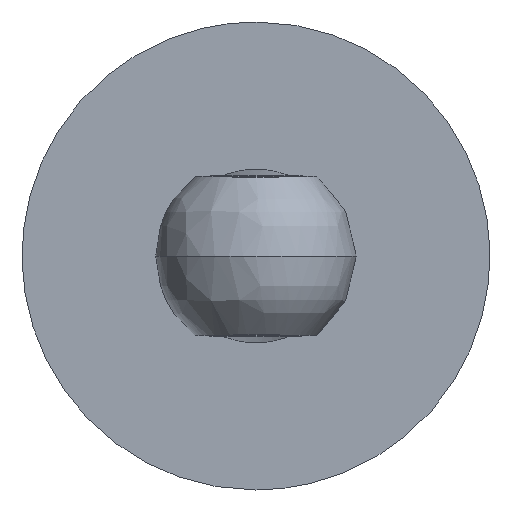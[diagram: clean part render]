
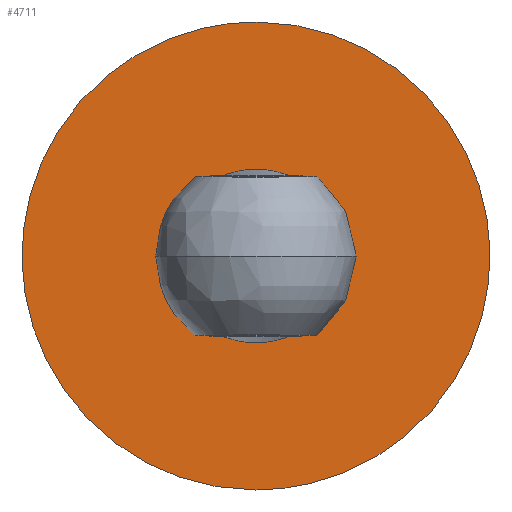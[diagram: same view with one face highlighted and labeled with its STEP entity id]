
A CAD part, front view. The second image highlights one B-rep face of the part: STEP entity #4711.
In plain terms, the highlighted free-form (B-spline) face has degree [1, 1] with [2, 2] control points.
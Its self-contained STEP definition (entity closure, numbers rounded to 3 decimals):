
#1030 = VERTEX_POINT('',#1031);
#1031 = CARTESIAN_POINT('',(13.962,0.,
    0.));
#1036 = EDGE_CURVE('',#1037,#1030,#1039,.T.);
#1037 = VERTEX_POINT('',#1038);
#1038 = CARTESIAN_POINT('',(-13.962,0.,0.));
#1039 = ( BOUNDED_CURVE() B_SPLINE_CURVE(2,(#1040,#1041,#1042,#1043,
#1044),.UNSPECIFIED.,.F.,.F.) B_SPLINE_CURVE_WITH_KNOTS((3,2,3),(0.,
1.571,3.142),.PIECEWISE_BEZIER_KNOTS.) CURVE() 
GEOMETRIC_REPRESENTATION_ITEM() RATIONAL_B_SPLINE_CURVE((1.,
0.707,1.,0.707,1.)) REPRESENTATION_ITEM('') );
#1040 = CARTESIAN_POINT('',(-13.962,0.,0.));
#1041 = CARTESIAN_POINT('',(-13.962,0.,
    13.962));
#1042 = CARTESIAN_POINT('',(0.,0.,
    13.962));
#1043 = CARTESIAN_POINT('',(13.962,0.,
    13.962));
#1044 = CARTESIAN_POINT('',(13.962,0.,0.));
#1211 = VERTEX_POINT('',#1212);
#1212 = CARTESIAN_POINT('',(0.,0.,37.589));
#1217 = EDGE_CURVE('',#1211,#1218,#1220,.T.);
#1218 = VERTEX_POINT('',#1219);
#1219 = CARTESIAN_POINT('',(0.,0.,-37.589));
#1220 = ( BOUNDED_CURVE() B_SPLINE_CURVE(2,(#1221,#1222,#1223,#1224,
#1225),.UNSPECIFIED.,.F.,.F.) B_SPLINE_CURVE_WITH_KNOTS((3,2,3),(0.,
1.571,3.142),.PIECEWISE_BEZIER_KNOTS.) CURVE() 
GEOMETRIC_REPRESENTATION_ITEM() RATIONAL_B_SPLINE_CURVE((1.,
0.707,1.,0.707,1.)) REPRESENTATION_ITEM('') );
#1221 = CARTESIAN_POINT('',(0.,0.,37.589));
#1222 = CARTESIAN_POINT('',(37.589,0.,37.589));
#1223 = CARTESIAN_POINT('',(37.589,0.,0.));
#1224 = CARTESIAN_POINT('',(37.589,0.,-37.589));
#1225 = CARTESIAN_POINT('',(0.,0.,-37.589));
#4693 = EDGE_CURVE('',#1218,#1211,#4694,.T.);
#4694 = ( BOUNDED_CURVE() B_SPLINE_CURVE(2,(#4695,#4696,#4697,#4698,
#4699),.UNSPECIFIED.,.F.,.F.) B_SPLINE_CURVE_WITH_KNOTS((3,2,3),(
    3.142,4.712,6.283),
.PIECEWISE_BEZIER_KNOTS.) CURVE() GEOMETRIC_REPRESENTATION_ITEM() 
RATIONAL_B_SPLINE_CURVE((1.,0.707,1.,0.707,1.)) 
REPRESENTATION_ITEM('') );
#4695 = CARTESIAN_POINT('',(0.,0.,-37.589));
#4696 = CARTESIAN_POINT('',(-37.589,0.,-37.589));
#4697 = CARTESIAN_POINT('',(-37.589,0.,0.));
#4698 = CARTESIAN_POINT('',(-37.589,0.,37.589));
#4699 = CARTESIAN_POINT('',(0.,0.,37.589));
#4711 = ADVANCED_FACE('',(#4712,#4723),#4727,.F.);
#4712 = FACE_BOUND('',#4713,.T.);
#4713 = EDGE_LOOP('',(#4714,#4715));
#4714 = ORIENTED_EDGE('',*,*,#1036,.T.);
#4715 = ORIENTED_EDGE('',*,*,#4716,.T.);
#4716 = EDGE_CURVE('',#1030,#1037,#4717,.T.);
#4717 = ( BOUNDED_CURVE() B_SPLINE_CURVE(2,(#4718,#4719,#4720,#4721,
#4722),.UNSPECIFIED.,.F.,.F.) B_SPLINE_CURVE_WITH_KNOTS((3,2,3),(
    3.142,4.712,6.283),
.PIECEWISE_BEZIER_KNOTS.) CURVE() GEOMETRIC_REPRESENTATION_ITEM() 
RATIONAL_B_SPLINE_CURVE((1.,0.707,1.,0.707,1.)) 
REPRESENTATION_ITEM('') );
#4718 = CARTESIAN_POINT('',(13.962,0.,0.));
#4719 = CARTESIAN_POINT('',(13.962,0.,
    -13.962));
#4720 = CARTESIAN_POINT('',(0.,0.,
    -13.962));
#4721 = CARTESIAN_POINT('',(-13.962,0.,
    -13.962));
#4722 = CARTESIAN_POINT('',(-13.962,0.,
    0.));
#4723 = FACE_BOUND('',#4724,.T.);
#4724 = EDGE_LOOP('',(#4725,#4726));
#4725 = ORIENTED_EDGE('',*,*,#4693,.F.);
#4726 = ORIENTED_EDGE('',*,*,#1217,.F.);
#4727 = B_SPLINE_SURFACE_WITH_KNOTS('',1,1,(
    (#4728,#4729)
    ,(#4730,#4731
    )),.UNSPECIFIED.,.F.,.F.,.F.,(2,2),(2,2),(-35.,35.),(-35.,35.),
  .PIECEWISE_BEZIER_KNOTS.);
#4728 = CARTESIAN_POINT('',(-37.589,0.,-37.589));
#4729 = CARTESIAN_POINT('',(37.589,0.,-37.589));
#4730 = CARTESIAN_POINT('',(-37.589,0.,37.589));
#4731 = CARTESIAN_POINT('',(37.589,0.,37.589));
